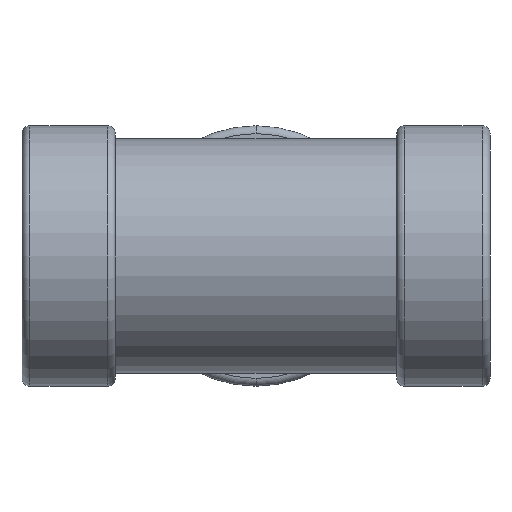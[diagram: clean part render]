
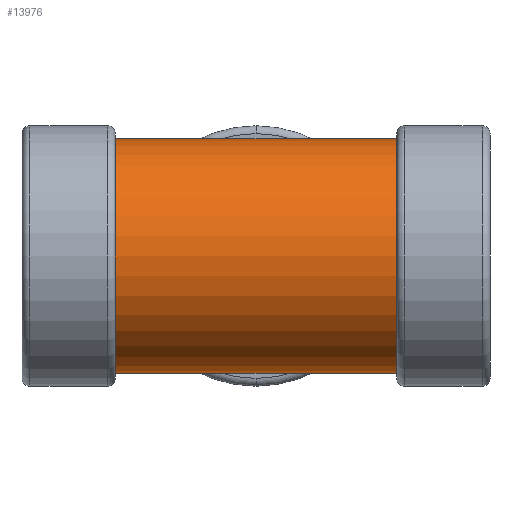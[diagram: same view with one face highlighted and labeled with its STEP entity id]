
A CAD part, front view. The second image highlights one B-rep face of the part: STEP entity #13976.
In plain terms, the highlighted cylindrical face has radius 16.916 mm (diameter 33.833 mm), a partial arc.
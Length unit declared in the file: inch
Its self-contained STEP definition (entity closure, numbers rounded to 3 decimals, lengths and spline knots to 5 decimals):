
#282 = DIRECTION ( 'NONE',  ( 0., 0., -1. ) ) ;
#504 = ORIENTED_EDGE ( 'NONE', *, *, #4883, .T. ) ;
#560 = DIRECTION ( 'NONE',  ( 0., 0., -1. ) ) ;
#862 = VERTEX_POINT ( 'NONE', #962 ) ;
#962 = CARTESIAN_POINT ( 'NONE',  ( 0.799, 0., 0.666 ) ) ;
#1089 = EDGE_CURVE ( 'NONE', #862, #14070, #9060, .T. ) ;
#1180 = EDGE_CURVE ( 'NONE', #8619, #14576, #7805, .T. ) ;
#1485 = DIRECTION ( 'NONE',  ( -1., 0., 0. ) ) ;
#2347 = CYLINDRICAL_SURFACE ( 'NONE', #10474, 0.666 ) ;
#2554 = CARTESIAN_POINT ( 'NONE',  ( 1.88373, 0., 0.666 ) ) ;
#2955 = CARTESIAN_POINT ( 'NONE',  ( 1.88373, 0., -0.666 ) ) ;
#3240 = VERTEX_POINT ( 'NONE', #10513 ) ;
#3453 = EDGE_CURVE ( 'NONE', #862, #8619, #7480, .T. ) ;
#3496 = VERTEX_POINT ( 'NONE', #9596 ) ;
#4056 = CARTESIAN_POINT ( 'NONE',  ( 1.88373, 0., 0.666 ) ) ;
#4102 = DIRECTION ( 'NONE',  ( -1., 0., 0. ) ) ;
#4883 = EDGE_CURVE ( 'NONE', #14576, #3240, #12891, .T. ) ;
#5180 = DIRECTION ( 'NONE',  ( 1., 0., 0. ) ) ;
#5272 = ORIENTED_EDGE ( 'NONE', *, *, #1089, .F. ) ;
#5425 = EDGE_CURVE ( 'NONE', #14070, #3496, #13825, .T. ) ;
#5916 = ORIENTED_EDGE ( 'NONE', *, *, #3453, .T. ) ;
#6097 = CARTESIAN_POINT ( 'NONE',  ( 0.799, 0., -0.666 ) ) ;
#7111 = CARTESIAN_POINT ( 'NONE',  ( 1.88373, 0., 0. ) ) ;
#7438 = CARTESIAN_POINT ( 'NONE',  ( 1.88373, 0., -0.666 ) ) ;
#7480 = LINE ( 'NONE', #2554, #11803 ) ;
#7606 = DIRECTION ( 'NONE',  ( -1., 0., 0. ) ) ;
#7805 = LINE ( 'NONE', #4056, #11604 ) ;
#8030 = LINE ( 'NONE', #2955, #8396 ) ;
#8082 = EDGE_LOOP ( 'NONE', ( #12470, #5272, #5916, #8822, #504, #10475 ) ) ;
#8396 = VECTOR ( 'NONE', #7606, 39.37008 ) ;
#8398 = DIRECTION ( 'NONE',  ( 1., 0., 0. ) ) ;
#8619 = VERTEX_POINT ( 'NONE', #11526 ) ;
#8756 = AXIS2_PLACEMENT_3D ( 'NONE', #12242, #5180, #560 ) ;
#8822 = ORIENTED_EDGE ( 'NONE', *, *, #1180, .T. ) ;
#9060 = CIRCLE ( 'NONE', #8756, 0.666 ) ;
#9596 = CARTESIAN_POINT ( 'NONE',  ( 0., 0., -0.666 ) ) ;
#9765 = DIRECTION ( 'NONE',  ( -1., 0., 0. ) ) ;
#10474 = AXIS2_PLACEMENT_3D ( 'NONE', #7111, #11825, #13119 ) ;
#10475 = ORIENTED_EDGE ( 'NONE', *, *, #13068, .F. ) ;
#10513 = CARTESIAN_POINT ( 'NONE',  ( -0.799, 0., -0.666 ) ) ;
#10737 = CARTESIAN_POINT ( 'NONE',  ( -0.799, 0., 0. ) ) ;
#11526 = CARTESIAN_POINT ( 'NONE',  ( 0., 0., 0.666 ) ) ;
#11604 = VECTOR ( 'NONE', #4102, 39.37008 ) ;
#11803 = VECTOR ( 'NONE', #9765, 39.37008 ) ;
#11825 = DIRECTION ( 'NONE',  ( -1., 0., 0. ) ) ;
#12242 = CARTESIAN_POINT ( 'NONE',  ( 0.799, 0., 0. ) ) ;
#12470 = ORIENTED_EDGE ( 'NONE', *, *, #5425, .F. ) ;
#12891 = CIRCLE ( 'NONE', #14341, 0.666 ) ;
#12986 = CARTESIAN_POINT ( 'NONE',  ( -0.799, 0., 0.666 ) ) ;
#13068 = EDGE_CURVE ( 'NONE', #3496, #3240, #8030, .T. ) ;
#13119 = DIRECTION ( 'NONE',  ( 0., 0., 1. ) ) ;
#13825 = LINE ( 'NONE', #7438, #14751 ) ;
#13976 = ADVANCED_FACE ( 'NONE', ( #14040 ), #2347, .T. ) ;
#14040 = FACE_OUTER_BOUND ( 'NONE', #8082, .T. ) ;
#14070 = VERTEX_POINT ( 'NONE', #6097 ) ;
#14341 = AXIS2_PLACEMENT_3D ( 'NONE', #10737, #8398, #282 ) ;
#14576 = VERTEX_POINT ( 'NONE', #12986 ) ;
#14751 = VECTOR ( 'NONE', #1485, 39.37008 ) ;
